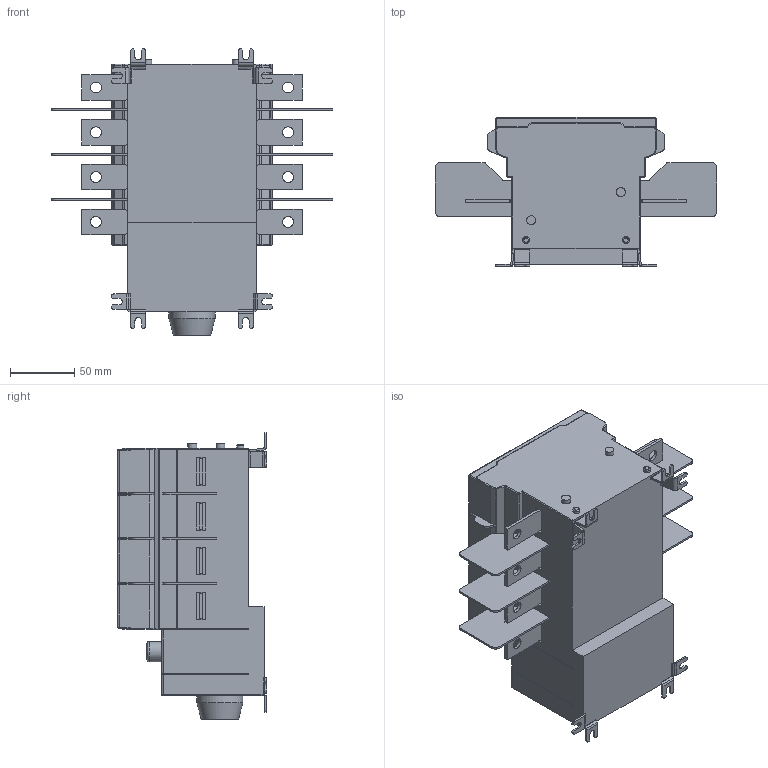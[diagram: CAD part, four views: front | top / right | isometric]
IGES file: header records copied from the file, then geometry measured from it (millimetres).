
Global section: file name: OS100GJS40_Palikka.igs; preprocessor: I-DEAS 3D IGES Translator 11; date: 20110208.094132; units: millimetre
Bounding box: 220.01 x 116.5 x 223.8 mm (x, y, z)
Volume: 2056559.4 mm3; surface area: 164996.5 mm2
Topology: 1 solids, 1 shells, 655 faces, 1746 edges, 1127 vertices
Faces by surface type: bspline 655
